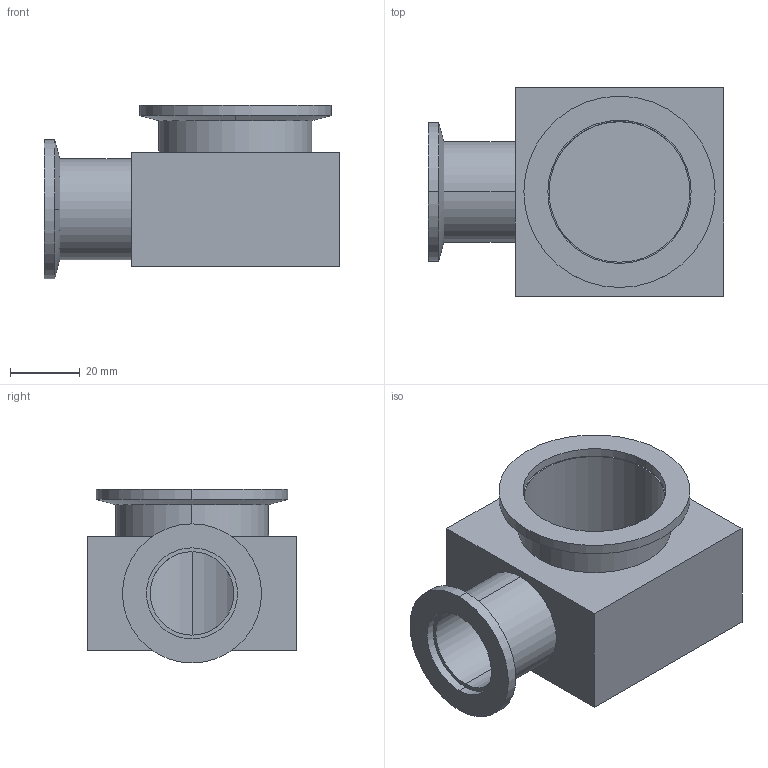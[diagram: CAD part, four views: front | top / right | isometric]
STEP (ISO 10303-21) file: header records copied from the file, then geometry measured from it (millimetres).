
FILE_DESCRIPTION (( 'STEP AP214' ), '1' );
FILE_NAME ('110RWR040-025-V.stp', '2014-02-06T10:02:14', ( '' ), ( '' ), 'SwSTEP 2.0', 'SolidWorks 2013', '' );
FILE_SCHEMA (( 'AUTOMOTIVE_DESIGN' ));
Length unit declared in the file: millimetre
Products named in the file (1): 110RWR040-025-V
Bounding box: 85 x 60 x 50 mm (x, y, z)
Volume: 89995.6 mm3; surface area: 29354 mm2
Topology: 1 solids, 1 shells, 31 faces, 73 edges, 48 vertices
Faces by surface type: cylinder 16, plane 11, cone 4
Entity records: 1390 total; most frequent: CARTESIAN_POINT 259, DIRECTION 173, ORIENTED_EDGE 146, EDGE_CURVE 73, AXIS2_PLACEMENT_3D 70, VERTEX_POINT 48, CIRCLE 38, EDGE_LOOP 37
